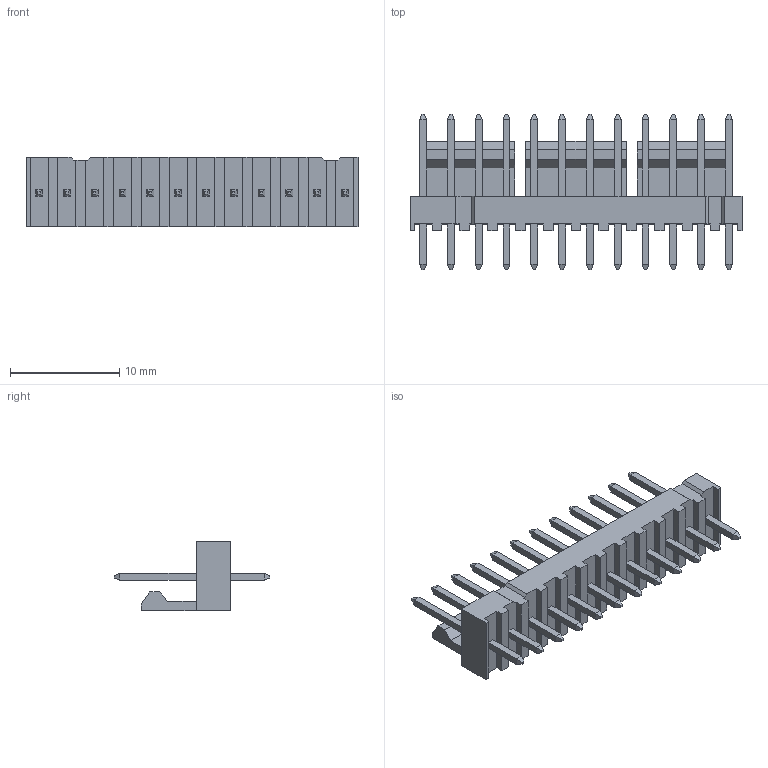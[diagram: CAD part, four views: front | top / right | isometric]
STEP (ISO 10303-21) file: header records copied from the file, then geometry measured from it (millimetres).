
FILE_DESCRIPTION(('STEP AP242'),'1');
FILE_NAME('0022232121.stp','2024-12-09T23:54:50',('TraceParts'),('TraceParts S.A.'),'Spatial InterOp 3D',' ',' ');
FILE_SCHEMA(('AP242_MANAGED_MODEL_BASED_3D_ENGINEERING_MIM_LF {1 0 10303 442 1 1 4}'));
Length unit declared in the file: millimetre
Products named in the file (1): 0022232121_1
Bounding box: 30.33 x 14.22 x 6.35 mm (x, y, z)
Volume: 731.4 mm3; surface area: 1338.8 mm2
Topology: 1 solids, 1 shells, 299 faces, 747 edges, 498 vertices
Faces by surface type: plane 299
Entity records: 8623 total; most frequent: CARTESIAN_POINT 1498, ORIENTED_EDGE 1446, DIRECTION 1373, EDGE_CURVE 723, LINE 723, VECTOR 723, VERTEX_POINT 450, AXIS2_PLACEMENT_3D 325
